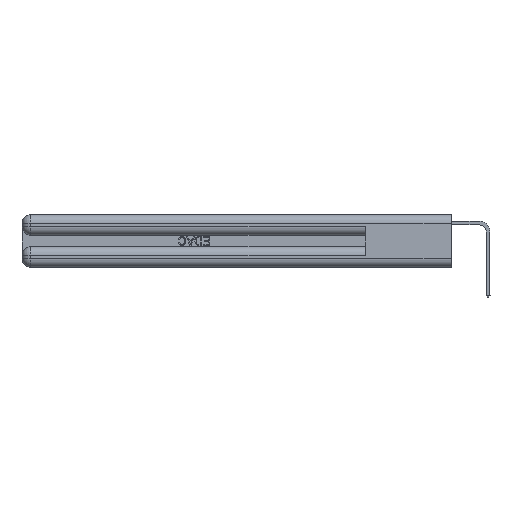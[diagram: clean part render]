
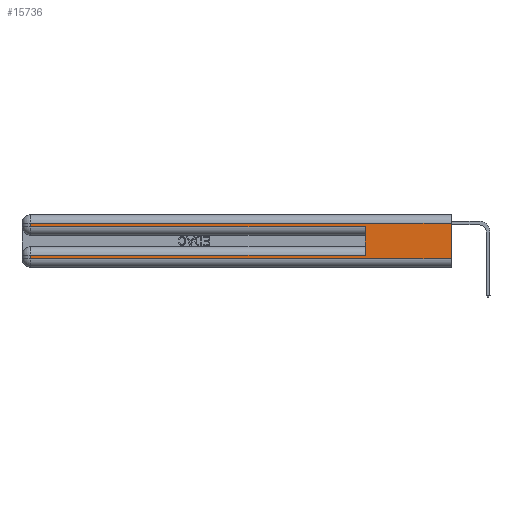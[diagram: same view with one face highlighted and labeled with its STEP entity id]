
A CAD part, left-side view. The second image highlights one B-rep face of the part: STEP entity #15736.
In plain terms, the highlighted planar face has unit normal (-1, 0, 0).
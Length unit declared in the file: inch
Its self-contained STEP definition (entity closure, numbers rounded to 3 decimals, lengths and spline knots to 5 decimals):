
#448 = LINE ( 'NONE', #8300, #27795 ) ;
#599 = EDGE_CURVE ( 'NONE', #6871, #22789, #24084, .T. ) ;
#1394 = LINE ( 'NONE', #30487, #24909 ) ;
#1652 = EDGE_CURVE ( 'NONE', #15320, #4987, #27263, .T. ) ;
#1937 = VECTOR ( 'NONE', #13758, 39.37008 ) ;
#2800 = ORIENTED_EDGE ( 'NONE', *, *, #29554, .T. ) ;
#4761 = DIRECTION ( 'NONE',  ( 0., -1., 0. ) ) ;
#4987 = VERTEX_POINT ( 'NONE', #10068 ) ;
#5066 = VECTOR ( 'NONE', #14894, 39.37008 ) ;
#5241 = DIRECTION ( 'NONE',  ( 0., -1., 0. ) ) ;
#5266 = DIRECTION ( 'NONE',  ( 0., 1., 0. ) ) ;
#6218 = EDGE_CURVE ( 'NONE', #31700, #15320, #1394, .T. ) ;
#6871 = VERTEX_POINT ( 'NONE', #15153 ) ;
#7292 = FACE_OUTER_BOUND ( 'NONE', #26809, .T. ) ;
#7441 = CARTESIAN_POINT ( 'NONE',  ( 0., 0., 0.37 ) ) ;
#7625 = CARTESIAN_POINT ( 'NONE',  ( 0., 2.94, 0.285 ) ) ;
#7635 = LINE ( 'NONE', #25158, #5066 ) ;
#7812 = EDGE_CURVE ( 'NONE', #12598, #31700, #15841, .T. ) ;
#8300 = CARTESIAN_POINT ( 'NONE',  ( 0., 0., 0.085 ) ) ;
#8423 = VECTOR ( 'NONE', #31472, 39.37008 ) ;
#8607 = CARTESIAN_POINT ( 'NONE',  ( 0., 0.6, 0.145 ) ) ;
#8860 = ORIENTED_EDGE ( 'NONE', *, *, #599, .T. ) ;
#9122 = CARTESIAN_POINT ( 'NONE',  ( 0., 2.94, 0.37 ) ) ;
#9440 = ORIENTED_EDGE ( 'NONE', *, *, #11789, .F. ) ;
#9852 = PLANE ( 'NONE',  #20643 ) ;
#10068 = CARTESIAN_POINT ( 'NONE',  ( 0., 0.6, 0.285 ) ) ;
#10106 = VECTOR ( 'NONE', #20813, 39.37008 ) ;
#10154 = ORIENTED_EDGE ( 'NONE', *, *, #10423, .T. ) ;
#10228 = VERTEX_POINT ( 'NONE', #27287 ) ;
#10423 = EDGE_CURVE ( 'NONE', #22789, #10228, #11848, .T. ) ;
#11789 = EDGE_CURVE ( 'NONE', #12598, #10228, #7635, .T. ) ;
#11848 = LINE ( 'NONE', #19081, #15275 ) ;
#12598 = VERTEX_POINT ( 'NONE', #14663 ) ;
#13577 = CARTESIAN_POINT ( 'NONE',  ( 0., 2.94, 0.31 ) ) ;
#13758 = DIRECTION ( 'NONE',  ( 0., 0., 1. ) ) ;
#13819 = VECTOR ( 'NONE', #5241, 39.37008 ) ;
#14663 = CARTESIAN_POINT ( 'NONE',  ( 0., 0., 0.31 ) ) ;
#14894 = DIRECTION ( 'NONE',  ( 0., 0., -1. ) ) ;
#15153 = CARTESIAN_POINT ( 'NONE',  ( 0., 2.94, 0.085 ) ) ;
#15275 = VECTOR ( 'NONE', #4761, 39.37008 ) ;
#15320 = VERTEX_POINT ( 'NONE', #7625 ) ;
#15736 = ADVANCED_FACE ( 'NONE', ( #7292 ), #9852, .F. ) ;
#15841 = LINE ( 'NONE', #30133, #10106 ) ;
#16696 = ORIENTED_EDGE ( 'NONE', *, *, #7812, .T. ) ;
#17259 = DIRECTION ( 'NONE',  ( 1., 0., 0. ) ) ;
#18277 = LINE ( 'NONE', #8607, #1937 ) ;
#18847 = VERTEX_POINT ( 'NONE', #22755 ) ;
#19081 = CARTESIAN_POINT ( 'NONE',  ( 0., 0., 0.06 ) ) ;
#19267 = ORIENTED_EDGE ( 'NONE', *, *, #22483, .F. ) ;
#20005 = CARTESIAN_POINT ( 'NONE',  ( 0., 2.94, 0.06 ) ) ;
#20452 = ORIENTED_EDGE ( 'NONE', *, *, #1652, .T. ) ;
#20643 = AXIS2_PLACEMENT_3D ( 'NONE', #7441, #17259, #29622 ) ;
#20813 = DIRECTION ( 'NONE',  ( 0., 1., 0. ) ) ;
#22483 = EDGE_CURVE ( 'NONE', #18847, #4987, #18277, .T. ) ;
#22755 = CARTESIAN_POINT ( 'NONE',  ( 0., 0.6, 0.085 ) ) ;
#22789 = VERTEX_POINT ( 'NONE', #20005 ) ;
#22919 = CARTESIAN_POINT ( 'NONE',  ( 0., 0., 0.285 ) ) ;
#24084 = LINE ( 'NONE', #9122, #8423 ) ;
#24909 = VECTOR ( 'NONE', #30165, 39.37008 ) ;
#25158 = CARTESIAN_POINT ( 'NONE',  ( 0., 0., 0.37 ) ) ;
#26809 = EDGE_LOOP ( 'NONE', ( #9440, #16696, #27790, #20452, #19267, #2800, #8860, #10154 ) ) ;
#27263 = LINE ( 'NONE', #22919, #13819 ) ;
#27287 = CARTESIAN_POINT ( 'NONE',  ( 0., 0., 0.06 ) ) ;
#27790 = ORIENTED_EDGE ( 'NONE', *, *, #6218, .T. ) ;
#27795 = VECTOR ( 'NONE', #5266, 39.37008 ) ;
#29554 = EDGE_CURVE ( 'NONE', #18847, #6871, #448, .T. ) ;
#29622 = DIRECTION ( 'NONE',  ( 0., 0., -1. ) ) ;
#30133 = CARTESIAN_POINT ( 'NONE',  ( 0., 0., 0.31 ) ) ;
#30165 = DIRECTION ( 'NONE',  ( 0., 0., -1. ) ) ;
#30487 = CARTESIAN_POINT ( 'NONE',  ( 0., 2.94, 0.37 ) ) ;
#31472 = DIRECTION ( 'NONE',  ( 0., 0., -1. ) ) ;
#31700 = VERTEX_POINT ( 'NONE', #13577 ) ;
